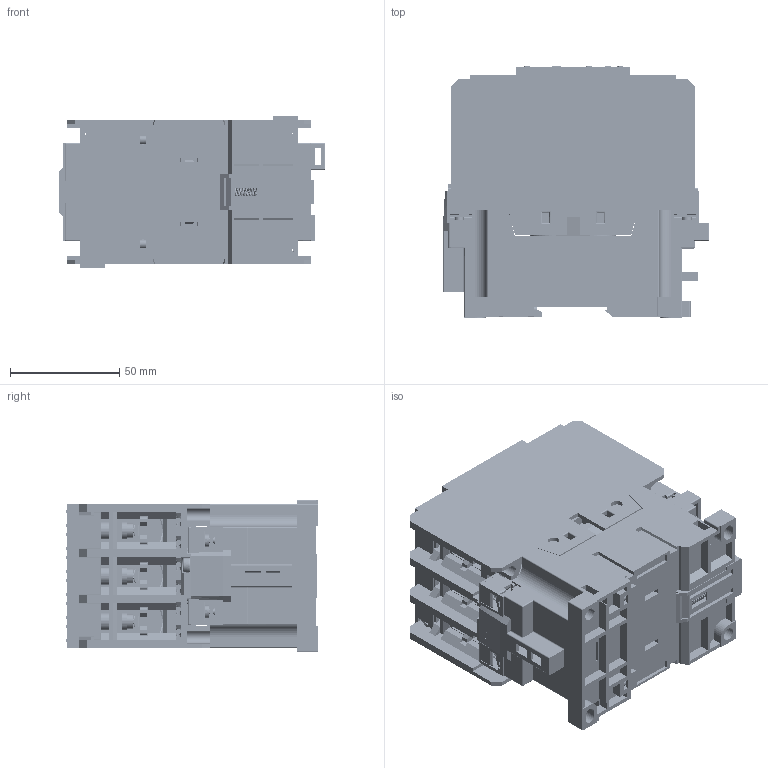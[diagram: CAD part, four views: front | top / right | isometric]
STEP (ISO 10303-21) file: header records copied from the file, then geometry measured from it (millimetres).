
FILE_DESCRIPTION((''),'2;1');
FILE_NAME('12C40079H01.stp','2015-05-22T15:34:22',('rshanor'),(''),'Autodesk Inventor 2013','Autodesk Inventor 2013','');
FILE_SCHEMA(('AUTOMOTIVE_DESIGN { 1 2 10303 214 0 1 1 1 }'));
Length unit declared in the file: millimetre
Products named in the file (1): 12C40079H01
Bounding box: 121.9 x 115.2 x 70 mm (x, y, z)
Volume: 359670 mm3; surface area: 311437.6 mm2
Topology: 27 solids, 69 shells, 10126 faces, 28793 edges, 18675 vertices
Faces by surface type: plane 7652, cylinder 1534, bspline 707, torus 146, cone 61, sphere 26
Full cylindrical faces by diameter (mm): 1.5 x24, 2.5 x12, 2.55 x14, 2.8 x2, 2.87 x4, 2.9 x2, 3 x6, 3.2 x6, 3.242 x6, 3.4 x8, 3.5 x2, 3.6 x4, 3.75 x2, 3.9 x2, 4 x15, 4.1 x8, 4.2 x15, 4.25 x4, 4.4 x6, 4.6 x4, 4.9 x4, 5 x6, 5.1 x22, 5.2 x1, 5.3 x4, 5.5 x2, 5.75 x4, 5.8 x3, 6 x2, 6.5 x12
Entity records: 355171 total; most frequent: CARTESIAN_POINT 84803, ORIENTED_EDGE 56634, DIRECTION 49564, EDGE_CURVE 28317, VECTOR 22598, LINE 22598, VERTEX_POINT 18509, AXIS2_PLACEMENT_3D 13483
